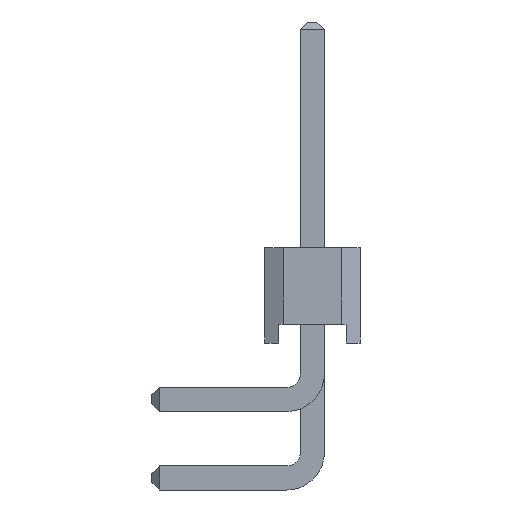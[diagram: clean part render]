
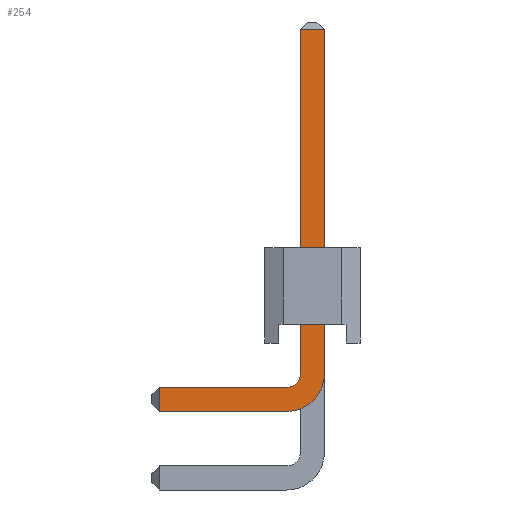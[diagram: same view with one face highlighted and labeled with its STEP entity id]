
A CAD part, left-side view. The second image highlights one B-rep face of the part: STEP entity #254.
In plain terms, the highlighted planar face has unit normal (-1, 0, 0).
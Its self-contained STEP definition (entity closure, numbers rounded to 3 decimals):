
#254 = ADVANCED_FACE( '', ( #540 ), #541, .T. );
#540 = FACE_OUTER_BOUND( '', #848, .T. );
#541 = PLANE( '', #849 );
#848 = EDGE_LOOP( '', ( #1589, #1590, #1591, #1592, #1593, #1594, #1595, #1596 ) );
#849 = AXIS2_PLACEMENT_3D( '', #1597, #1598, #1599 );
#1589 = ORIENTED_EDGE( '', *, *, #2135, .F. );
#1590 = ORIENTED_EDGE( '', *, *, #2136, .T. );
#1591 = ORIENTED_EDGE( '', *, *, #1922, .F. );
#1592 = ORIENTED_EDGE( '', *, *, #2098, .F. );
#1593 = ORIENTED_EDGE( '', *, *, #2137, .F. );
#1594 = ORIENTED_EDGE( '', *, *, #2122, .T. );
#1595 = ORIENTED_EDGE( '', *, *, #2138, .F. );
#1596 = ORIENTED_EDGE( '', *, *, #2088, .F. );
#1597 = CARTESIAN_POINT( '', ( -0.32, 0.68, -4.18 ) );
#1598 = DIRECTION( '', ( -1., 0., 0. ) );
#1599 = DIRECTION( '', ( 0., 0., 1. ) );
#1922 = EDGE_CURVE( '', #2336, #2337, #2338, .T. );
#2088 = EDGE_CURVE( '', #2596, #2597, #2598, .T. );
#2098 = EDGE_CURVE( '', #2609, #2336, #2610, .T. );
#2122 = EDGE_CURVE( '', #2627, #2634, #2636, .T. );
#2135 = EDGE_CURVE( '', #2649, #2596, #2650, .T. );
#2136 = EDGE_CURVE( '', #2649, #2337, #2651, .T. );
#2137 = EDGE_CURVE( '', #2627, #2609, #2652, .T. );
#2138 = EDGE_CURVE( '', #2597, #2634, #2653, .T. );
#2336 = VERTEX_POINT( '', #2925 );
#2337 = VERTEX_POINT( '', #2926 );
#2338 = LINE( '', #2927, #2928 );
#2596 = VERTEX_POINT( '', #3324 );
#2597 = VERTEX_POINT( '', #3325 );
#2598 = CIRCLE( '', #3326, 0.36 );
#2609 = VERTEX_POINT( '', #3342 );
#2610 = CIRCLE( '', #3343, 1. );
#2627 = VERTEX_POINT( '', #3368 );
#2634 = VERTEX_POINT( '', #3379 );
#2636 = LINE( '', #3382, #3383 );
#2649 = VERTEX_POINT( '', #3401 );
#2650 = LINE( '', #3402, #3403 );
#2651 = LINE( '', #3404, #3405 );
#2652 = LINE( '', #3406, #3407 );
#2653 = LINE( '', #3408, #3409 );
#2925 = CARTESIAN_POINT( '', ( -0.32, 0.68, -5.18 ) );
#2926 = CARTESIAN_POINT( '', ( -0.32, 4.07, -5.18 ) );
#2927 = CARTESIAN_POINT( '', ( -0.32, 4.27, -5.18 ) );
#2928 = VECTOR( '', #3535, 1000. );
#3324 = CARTESIAN_POINT( '', ( -0.32, 0.68, -4.54 ) );
#3325 = CARTESIAN_POINT( '', ( -0.32, 0.32, -4.18 ) );
#3326 = AXIS2_PLACEMENT_3D( '', #3680, #3681, #3682 );
#3342 = CARTESIAN_POINT( '', ( -0.32, -0.32, -4.18 ) );
#3343 = AXIS2_PLACEMENT_3D( '', #3688, #3689, #3690 );
#3368 = CARTESIAN_POINT( '', ( -0.32, -0.32, 4.98 ) );
#3379 = CARTESIAN_POINT( '', ( -0.32, 0.32, 4.98 ) );
#3382 = CARTESIAN_POINT( '', ( -0.32, 0.32, 4.98 ) );
#3383 = VECTOR( '', #3704, 1000. );
#3401 = CARTESIAN_POINT( '', ( -0.32, 4.07, -4.54 ) );
#3402 = CARTESIAN_POINT( '', ( -0.32, 4.27, -4.54 ) );
#3403 = VECTOR( '', #3710, 1000. );
#3404 = CARTESIAN_POINT( '', ( -0.32, 4.07, -5.18 ) );
#3405 = VECTOR( '', #3711, 1000. );
#3406 = CARTESIAN_POINT( '', ( -0.32, -0.32, -4.18 ) );
#3407 = VECTOR( '', #3712, 1000. );
#3408 = CARTESIAN_POINT( '', ( -0.32, 0.32, -4.18 ) );
#3409 = VECTOR( '', #3713, 1000. );
#3535 = DIRECTION( '', ( 0., 1., 0. ) );
#3680 = CARTESIAN_POINT( '', ( -0.32, 0.68, -4.18 ) );
#3681 = DIRECTION( '', ( -1., 0., 0. ) );
#3682 = DIRECTION( '', ( 0., 1., 0. ) );
#3688 = CARTESIAN_POINT( '', ( -0.32, 0.68, -4.18 ) );
#3689 = DIRECTION( '', ( 1., 0., 0. ) );
#3690 = DIRECTION( '', ( 0., 1., 0. ) );
#3704 = DIRECTION( '', ( 0., 1., 0. ) );
#3710 = DIRECTION( '', ( 0., -1., 0. ) );
#3711 = DIRECTION( '', ( 0., 0., -1. ) );
#3712 = DIRECTION( '', ( 0., 0., -1. ) );
#3713 = DIRECTION( '', ( 0., 0., 1. ) );
